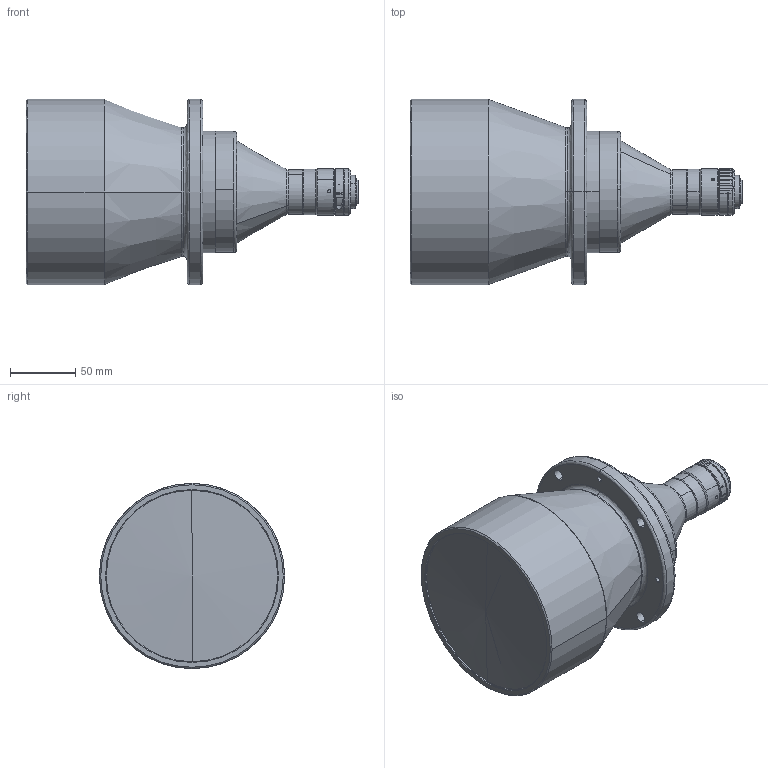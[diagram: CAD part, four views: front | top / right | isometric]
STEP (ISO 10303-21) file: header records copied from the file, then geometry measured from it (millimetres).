
FILE_DESCRIPTION (( 'STEP AP203' ), '1' );
FILE_NAME ('DTCM120-100H-AL.STEP', '2020-11-13T05:54:52', ( '' ), ( '' ), 'SwSTEP 2.0', 'SolidWorks 2017', '' );
FILE_SCHEMA (( 'CONFIG_CONTROL_DESIGN' ));
Length unit declared in the file: millimetre
Products named in the file (1): DTCM120-100H-AL
Bounding box: 254.61 x 142 x 142 mm (x, y, z)
Volume: 2164980.6 mm3; surface area: 115844.2 mm2
Topology: 1 solids, 1 shells, 169 faces, 446 edges, 287 vertices
Faces by surface type: cylinder 91, cone 42, plane 22, bspline 14
Entity records: 6453 total; most frequent: CARTESIAN_POINT 2249, ORIENTED_EDGE 884, DIRECTION 862, EDGE_CURVE 442, AXIS2_PLACEMENT_3D 358, VERTEX_POINT 287, CIRCLE 202, EDGE_LOOP 199
